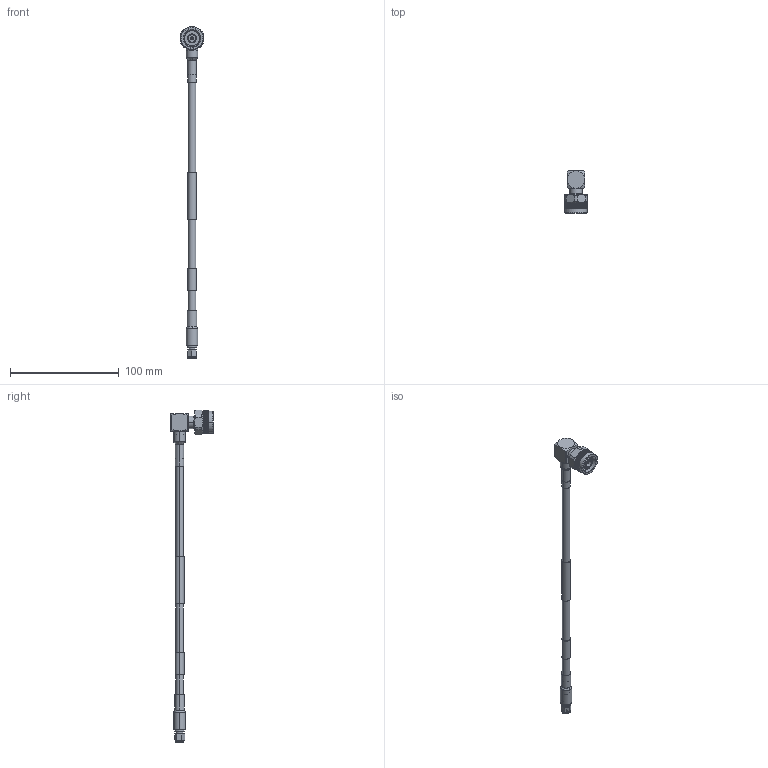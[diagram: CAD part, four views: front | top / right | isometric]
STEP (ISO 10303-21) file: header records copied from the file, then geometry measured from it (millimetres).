
FILE_DESCRIPTION (( 'STEP AP214' ), '1' );
FILE_NAME ('FMCA1879_3D.step', '2025-07-24T23:33:17', ( '' ), ( '' ), 'SwSTEP 2.0', 'SolidWorks 2022', '' );
FILE_SCHEMA (( 'AUTOMOTIVE_DESIGN' ));
Length unit declared in the file: inch
Products named in the file (8): FMCA1879_3D; TC-250-SM-LP-PE_3D^FMCA1879; TC-250-NM-RA-LP_3D^FMCA1879; TC-250-SM-LP_c-contact^TC-250-SM-LP-PE_3D_FMCA1879; Coax Cable^FMCA1879; Heat Shrink^FMCA1879; TC-250-SM-LP_body^TC-250-SM-LP-PE_3D_FMCA1879; TC-250-SM-LP-MA2_INSUL^TC-250-SM-LP-PE_3D_FMCA1879
Assembly tree (7 placements, depth 3):
  FMCA1879_3D
    Coax Cable^FMCA1879
    Heat Shrink^FMCA1879
    TC-250-NM-RA-LP_3D^FMCA1879
    TC-250-SM-LP-PE_3D^FMCA1879
      TC-250-SM-LP_body^TC-250-SM-LP-PE_3D_FMCA1879
      TC-250-SM-LP-MA2_INSUL^TC-250-SM-LP-PE_3D_FMCA1879
      TC-250-SM-LP_c-contact^TC-250-SM-LP-PE_3D_FMCA1879
Bounding box: 20.92 x 39.19 x 304.69 mm (x, y, z)
Volume: 24129.6 mm3; surface area: 14589.7 mm2
Topology: 9 solids, 9 shells, 2177 faces, 4807 edges, 2671 vertices
Faces by surface type: bspline 1459, cylinder 538, plane 88, cone 88, torus 2, sphere 2
Entity records: 77684 total; most frequent: CARTESIAN_POINT 45977, ORIENTED_EDGE 9608, EDGE_CURVE 4804, DIRECTION 2801, VERTEX_POINT 2670, EDGE_LOOP 2208, FACE_OUTER_BOUND 2177, ADVANCED_FACE 2177
